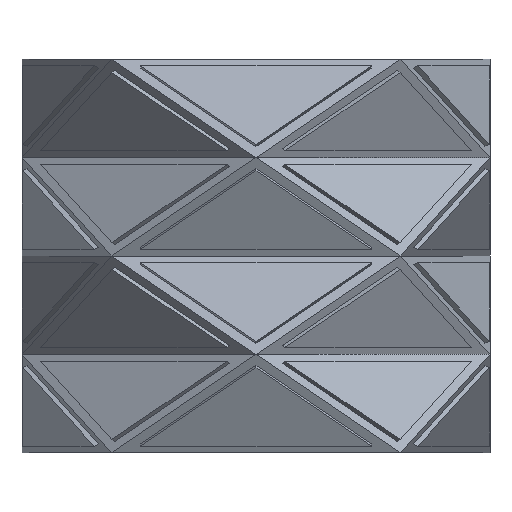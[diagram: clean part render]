
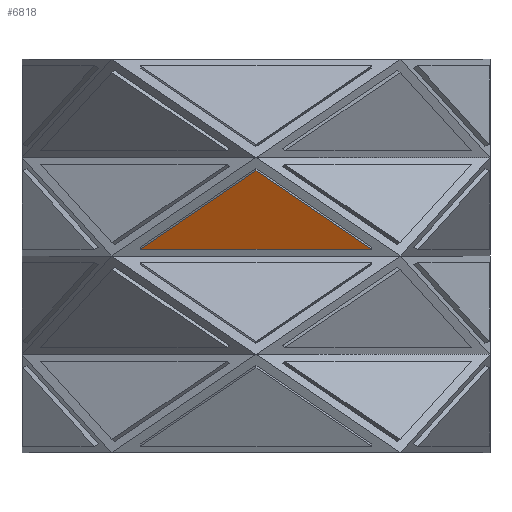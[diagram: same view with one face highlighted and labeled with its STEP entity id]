
A CAD part, left-side view. The second image highlights one B-rep face of the part: STEP entity #6818.
In plain terms, the highlighted planar face has unit normal (-0.902, 0, -0.431).
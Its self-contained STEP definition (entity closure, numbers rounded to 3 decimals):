
#290=FACE_OUTER_BOUND('',#712,.T.);
#712=EDGE_LOOP('',(#4875,#4876,#4877));
#1365=LINE('',#9807,#2255);
#1368=LINE('',#9813,#2258);
#1371=LINE('',#9817,#2261);
#2255=VECTOR('',#8049,10.);
#2258=VECTOR('',#8054,10.);
#2261=VECTOR('',#8059,10.);
#3055=VERTEX_POINT('',#9804);
#3056=VERTEX_POINT('',#9806);
#3058=VERTEX_POINT('',#9812);
#3745=EDGE_CURVE('',#3056,#3055,#1365,.T.);
#3748=EDGE_CURVE('',#3058,#3056,#1368,.T.);
#3751=EDGE_CURVE('',#3055,#3058,#1371,.T.);
#4875=ORIENTED_EDGE('',*,*,#3751,.T.);
#4876=ORIENTED_EDGE('',*,*,#3748,.T.);
#4877=ORIENTED_EDGE('',*,*,#3745,.T.);
#6416=PLANE('',#7254);
#6818=ADVANCED_FACE('',(#290),#6416,.T.);
#7254=AXIS2_PLACEMENT_3D('',#9818,#8060,#8061);
#8049=DIRECTION('',(-0.259,0.798,0.543));
#8054=DIRECTION('',(0.,-1.,0.));
#8059=DIRECTION('',(0.259,0.798,-0.543));
#8060=DIRECTION('center_axis',(-0.902,0.,
-0.431));
#8061=DIRECTION('ref_axis',(0.411,-0.299,-0.861));
#9804=CARTESIAN_POINT('',(-24.912,0.,28.654));
#9806=CARTESIAN_POINT('',(-21.107,-11.708,20.687));
#9807=CARTESIAN_POINT('',(-21.107,-11.708,20.687));
#9812=CARTESIAN_POINT('',(-21.107,11.708,20.687));
#9813=CARTESIAN_POINT('',(-21.107,11.708,20.687));
#9817=CARTESIAN_POINT('',(-24.912,0.,28.654));
#9818=CARTESIAN_POINT('Origin',(-23.01,0.,
24.671));
